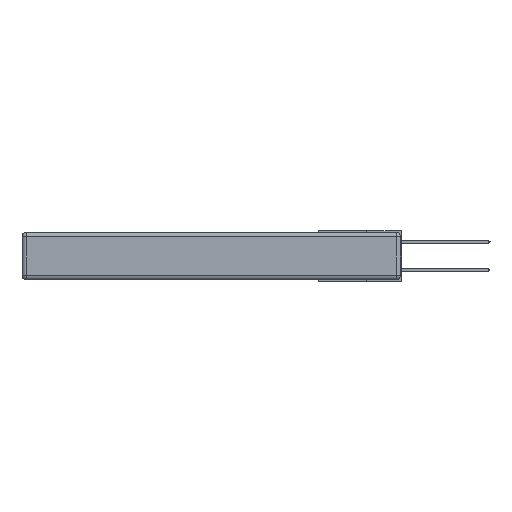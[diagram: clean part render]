
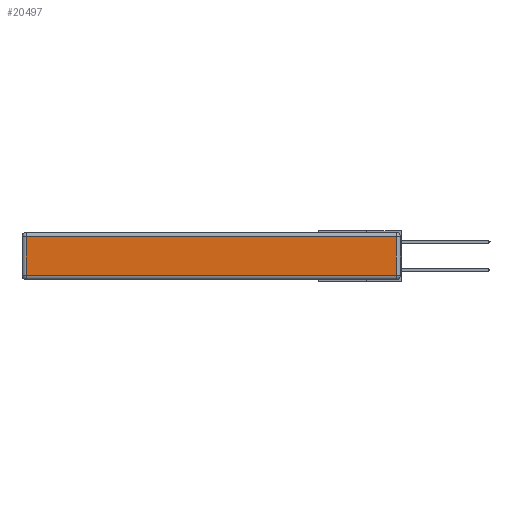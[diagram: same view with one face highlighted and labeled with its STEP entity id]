
A CAD part, left-side view. The second image highlights one B-rep face of the part: STEP entity #20497.
In plain terms, the highlighted planar face has unit normal (-1, 0, 0).
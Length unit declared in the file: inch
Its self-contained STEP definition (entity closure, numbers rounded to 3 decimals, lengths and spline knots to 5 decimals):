
#698 = VERTEX_POINT ( 'NONE', #10852 ) ;
#918 = LINE ( 'NONE', #24383, #19838 ) ;
#958 = AXIS2_PLACEMENT_3D ( 'NONE', #1664, #1384, #13199 ) ;
#1384 = DIRECTION ( 'NONE',  ( -1., 0., 0. ) ) ;
#1664 = CARTESIAN_POINT ( 'NONE',  ( 0., 0., -0.343 ) ) ;
#2645 = CARTESIAN_POINT ( 'NONE',  ( 0., 0.03, -0.343 ) ) ;
#3554 = EDGE_CURVE ( 'NONE', #19978, #698, #5753, .T. ) ;
#4411 = VECTOR ( 'NONE', #12477, 39.37008 ) ;
#5087 = EDGE_CURVE ( 'NONE', #698, #24214, #918, .T. ) ;
#5416 = VERTEX_POINT ( 'NONE', #19034 ) ;
#5753 = LINE ( 'NONE', #2645, #23593 ) ;
#6106 = ORIENTED_EDGE ( 'NONE', *, *, #28224, .T. ) ;
#9244 = FACE_OUTER_BOUND ( 'NONE', #10036, .T. ) ;
#10036 = EDGE_LOOP ( 'NONE', ( #6106, #27256, #18889, #24476 ) ) ;
#10773 = PLANE ( 'NONE',  #958 ) ;
#10787 = DIRECTION ( 'NONE',  ( 0., 0., -1. ) ) ;
#10852 = CARTESIAN_POINT ( 'NONE',  ( 0., 0.03, -0.03 ) ) ;
#10915 = EDGE_CURVE ( 'NONE', #24214, #5416, #21819, .T. ) ;
#11611 = VECTOR ( 'NONE', #10787, 39.37008 ) ;
#12477 = DIRECTION ( 'NONE',  ( 0., -1., 0. ) ) ;
#13199 = DIRECTION ( 'NONE',  ( 0., 0., 1. ) ) ;
#14355 = DIRECTION ( 'NONE',  ( 0., 0., 1. ) ) ;
#15331 = LINE ( 'NONE', #19118, #4411 ) ;
#18889 = ORIENTED_EDGE ( 'NONE', *, *, #5087, .T. ) ;
#19034 = CARTESIAN_POINT ( 'NONE',  ( 0., 2.72, -0.313 ) ) ;
#19118 = CARTESIAN_POINT ( 'NONE',  ( 0., 0., -0.313 ) ) ;
#19838 = VECTOR ( 'NONE', #28377, 39.37008 ) ;
#19978 = VERTEX_POINT ( 'NONE', #29361 ) ;
#20059 = CARTESIAN_POINT ( 'NONE',  ( 0., 2.72, -0.343 ) ) ;
#20497 = ADVANCED_FACE ( 'NONE', ( #9244 ), #10773, .T. ) ;
#21819 = LINE ( 'NONE', #20059, #11611 ) ;
#22859 = CARTESIAN_POINT ( 'NONE',  ( 0., 2.72, -0.03 ) ) ;
#23593 = VECTOR ( 'NONE', #14355, 39.37008 ) ;
#24214 = VERTEX_POINT ( 'NONE', #22859 ) ;
#24383 = CARTESIAN_POINT ( 'NONE',  ( 0., 2.75, -0.03 ) ) ;
#24476 = ORIENTED_EDGE ( 'NONE', *, *, #10915, .T. ) ;
#27256 = ORIENTED_EDGE ( 'NONE', *, *, #3554, .T. ) ;
#28224 = EDGE_CURVE ( 'NONE', #5416, #19978, #15331, .T. ) ;
#28377 = DIRECTION ( 'NONE',  ( 0., 1., 0. ) ) ;
#29361 = CARTESIAN_POINT ( 'NONE',  ( 0., 0.03, -0.313 ) ) ;
